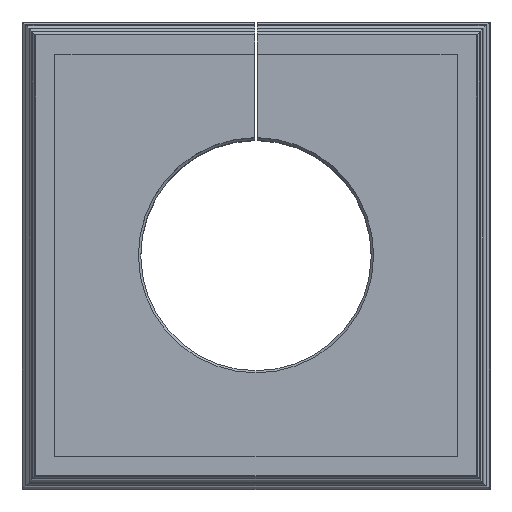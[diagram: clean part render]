
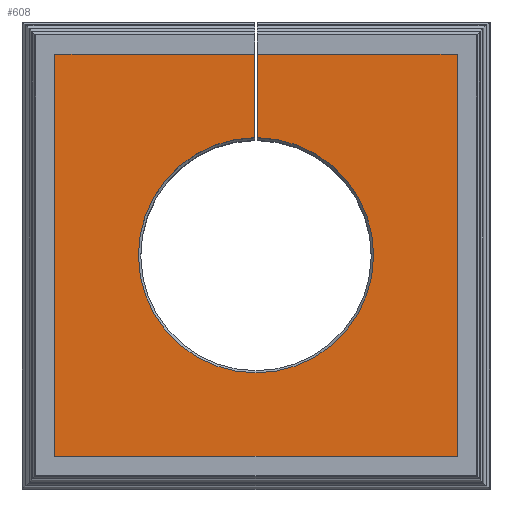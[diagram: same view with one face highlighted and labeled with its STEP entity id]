
A CAD part, top view. The second image highlights one B-rep face of the part: STEP entity #608.
In plain terms, the highlighted planar face has unit normal (0, 0, 1).
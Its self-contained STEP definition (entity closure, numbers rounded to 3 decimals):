
#101=FACE_OUTER_BOUND('',#831,.T.);
#184=LINE('',#2677,#381);
#284=LINE('',#2878,#481);
#285=LINE('',#2881,#482);
#286=LINE('',#2883,#483);
#287=LINE('',#2885,#484);
#288=LINE('',#2887,#485);
#289=LINE('',#2888,#486);
#381=VECTOR('',#2107,1.);
#481=VECTOR('',#2291,1.);
#482=VECTOR('',#2292,1.);
#483=VECTOR('',#2293,1.);
#484=VECTOR('',#2294,1.);
#485=VECTOR('',#2295,1.);
#486=VECTOR('',#2296,1.);
#608=ADVANCED_FACE('',(#101),#711,.T.);
#711=PLANE('',#1994);
#747=CIRCLE('',#1993,5.);
#831=EDGE_LOOP('',(#1133,#1134,#1135,#1136,#1137,#1138,#1139,#1140));
#1133=ORIENTED_EDGE('',*,*,#1748,.F.);
#1134=ORIENTED_EDGE('',*,*,#1749,.T.);
#1135=ORIENTED_EDGE('',*,*,#1750,.T.);
#1136=ORIENTED_EDGE('',*,*,#1751,.T.);
#1137=ORIENTED_EDGE('',*,*,#1752,.T.);
#1138=ORIENTED_EDGE('',*,*,#1646,.T.);
#1139=ORIENTED_EDGE('',*,*,#1753,.F.);
#1140=ORIENTED_EDGE('',*,*,#1754,.F.);
#1468=VERTEX_POINT('',#2675);
#1470=VERTEX_POINT('',#2678);
#1529=VERTEX_POINT('',#2879);
#1530=VERTEX_POINT('',#2880);
#1531=VERTEX_POINT('',#2882);
#1532=VERTEX_POINT('',#2884);
#1533=VERTEX_POINT('',#2886);
#1534=VERTEX_POINT('',#2889);
#1646=EDGE_CURVE('',#1470,#1468,#184,.T.);
#1748=EDGE_CURVE('',#1529,#1530,#284,.T.);
#1749=EDGE_CURVE('',#1529,#1531,#285,.T.);
#1750=EDGE_CURVE('',#1531,#1532,#286,.T.);
#1751=EDGE_CURVE('',#1532,#1533,#287,.T.);
#1752=EDGE_CURVE('',#1533,#1470,#288,.T.);
#1753=EDGE_CURVE('',#1534,#1468,#289,.T.);
#1754=EDGE_CURVE('',#1530,#1534,#747,.T.);
#1993=AXIS2_PLACEMENT_3D('',#2890,#2297,#2298);
#1994=AXIS2_PLACEMENT_3D('',#2891,#2299,#2300);
#2107=DIRECTION('',(-1.,0.,0.));
#2291=DIRECTION('',(0.,-1.,0.));
#2292=DIRECTION('',(-1.,0.,0.));
#2293=DIRECTION('',(0.,-1.,0.));
#2294=DIRECTION('',(1.,0.,0.));
#2295=DIRECTION('',(0.,1.,0.));
#2296=DIRECTION('',(0.,1.,0.));
#2297=DIRECTION('',(0.,0.,1.));
#2298=DIRECTION('',(1.,0.,0.));
#2299=DIRECTION('',(0.,0.,1.));
#2300=DIRECTION('',(-1.,0.,0.));
#2675=CARTESIAN_POINT('',(0.05,8.55,17.7));
#2677=CARTESIAN_POINT('',(8.55,8.55,17.7));
#2678=CARTESIAN_POINT('',(8.55,8.55,17.7));
#2878=CARTESIAN_POINT('',(-0.05,0.,17.7));
#2879=CARTESIAN_POINT('',(-0.05,8.55,17.7));
#2880=CARTESIAN_POINT('',(-0.05,5.,17.7));
#2881=CARTESIAN_POINT('',(8.55,8.55,17.7));
#2882=CARTESIAN_POINT('',(-8.55,8.55,17.7));
#2883=CARTESIAN_POINT('',(-8.55,8.55,17.7));
#2884=CARTESIAN_POINT('',(-8.55,-8.55,17.7));
#2885=CARTESIAN_POINT('',(-8.55,-8.55,17.7));
#2886=CARTESIAN_POINT('',(8.55,-8.55,17.7));
#2887=CARTESIAN_POINT('',(8.55,-8.55,17.7));
#2888=CARTESIAN_POINT('',(0.05,0.,17.7));
#2889=CARTESIAN_POINT('',(0.05,5.,17.7));
#2890=CARTESIAN_POINT('',(0.,0.,17.7));
#2891=CARTESIAN_POINT('',(0.,0.,17.7));
